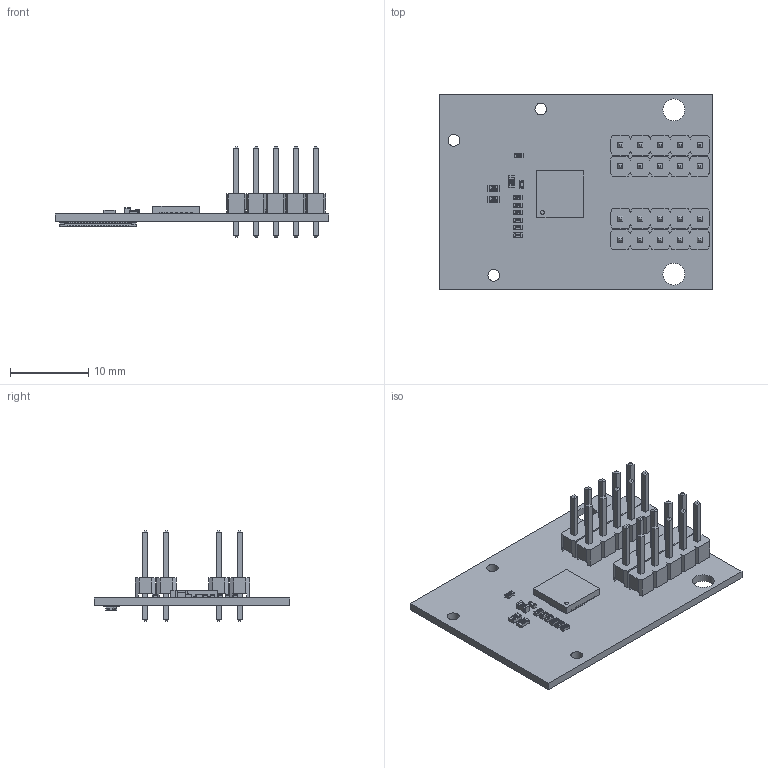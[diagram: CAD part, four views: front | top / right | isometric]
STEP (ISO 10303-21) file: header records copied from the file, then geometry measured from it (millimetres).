
FILE_DESCRIPTION(('Open CASCADE Model'),'2;1');
FILE_NAME('Open CASCADE Shape Model','2021-06-11T16:01:24',('Author'),( 'Open CASCADE'),'Open CASCADE STEP processor 6.8','Open CASCADE 6.8' ,'Unknown');
FILE_SCHEMA(('AUTOMOTIVE_DESIGN { 1 0 10303 214 1 1 1 1 }'));
Length unit declared in the file: millimetre
Products named in the file (30): PCB; Board; Open CASCADE STEP translator 6.8 2.1.1; C1; 0603_1608; J3; 71071830; J4; R1; RES_1005-0402; R2; R3; R4; R5; R6; R9; R7; RES1608; R8; U1; QFN_28-Pin_0_65mm_Pitch; J1; axe640124; C2; C0402
Assembly tree (54 placements, depth 3):
  PCB
    Board
      Open CASCADE STEP translator 6.8 2.1.1
    C1
      0603_1608
    J3
      71071830  x2
      71071830  x2
      71071830  x2
      71071830  x2
      71071830  x2
      71071830  x2
    J4
      71071830  x2
      71071830  x2
      71071830  x2
      71071830  x2
      71071830  x2
      71071830  x2
    R1
      RES_1005-0402
    R2
      RES_1005-0402
    R3
      RES_1005-0402
    R4
      RES_1005-0402
    R5
      RES_1005-0402
    R6
      RES_1005-0402
    R9
      RES_1005-0402
    R7
      RES1608
    R8
      RES1608
    U1
      QFN_28-Pin_0_65mm_Pitch
    J1
      axe640124
    C2
      C0402
Bounding box: 35 x 25 x 11.54 mm (x, y, z)
Volume: 1231.1 mm3; surface area: 3463.1 mm2
Topology: 89 solids, 89 shells, 2935 faces, 7461 edges, 4734 vertices
Faces by surface type: plane 1982, bspline 633, cylinder 294, sphere 18, cone 4, torus 4
Full cylindrical faces by diameter (mm): 1.016 x20, 1.5 x3, 2.8 x2
Entity records: 59944 total; most frequent: CARTESIAN_POINT 15012, ORIENTED_EDGE 8646, DIRECTION 7114, EDGE_CURVE 4323, LINE 3082, VECTOR 3082, VERTEX_POINT 2762, AXIS2_PLACEMENT_3D 2016
